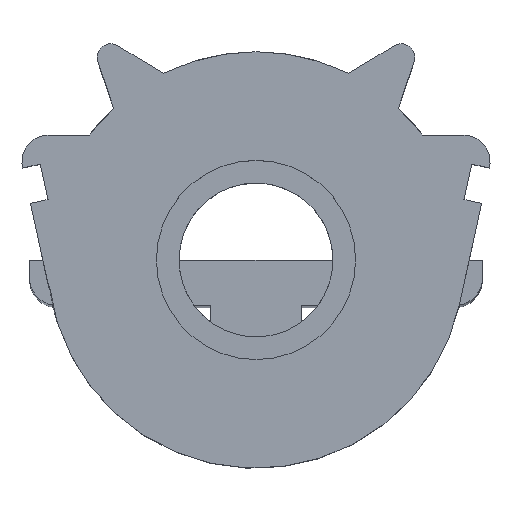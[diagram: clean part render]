
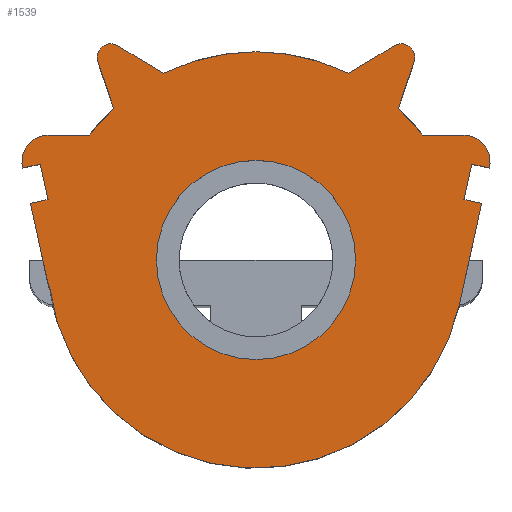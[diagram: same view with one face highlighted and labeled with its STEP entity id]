
A CAD part, top view. The second image highlights one B-rep face of the part: STEP entity #1539.
In plain terms, the highlighted planar face has unit normal (0, 0, 1).
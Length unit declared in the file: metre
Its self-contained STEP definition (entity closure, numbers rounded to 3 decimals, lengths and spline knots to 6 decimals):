
#118=LINE('',#2410,#303);
#124=LINE('',#2424,#309);
#125=LINE('',#2427,#310);
#126=LINE('',#2429,#311);
#127=LINE('',#2431,#312);
#128=LINE('',#2432,#313);
#129=LINE('',#2434,#314);
#130=LINE('',#2436,#315);
#131=LINE('',#2440,#316);
#132=LINE('',#2442,#317);
#133=LINE('',#2444,#318);
#134=LINE('',#2448,#319);
#135=LINE('',#2452,#320);
#136=LINE('',#2456,#321);
#137=LINE('',#2458,#322);
#138=LINE('',#2460,#323);
#139=LINE('',#2464,#324);
#303=VECTOR('',#1918,1.);
#309=VECTOR('',#1934,1.);
#310=VECTOR('',#1935,1.);
#311=VECTOR('',#1936,1.);
#312=VECTOR('',#1937,1.);
#313=VECTOR('',#1938,1.);
#314=VECTOR('',#1939,1.);
#315=VECTOR('',#1940,1.);
#316=VECTOR('',#1943,1.);
#317=VECTOR('',#1944,1.);
#318=VECTOR('',#1945,1.);
#319=VECTOR('',#1948,1.);
#320=VECTOR('',#1951,1.);
#321=VECTOR('',#1954,1.);
#322=VECTOR('',#1955,1.);
#323=VECTOR('',#1956,1.);
#324=VECTOR('',#1959,1.);
#553=ORIENTED_EDGE('',*,*,#989,.F.);
#554=ORIENTED_EDGE('',*,*,#990,.T.);
#555=ORIENTED_EDGE('',*,*,#991,.T.);
#556=ORIENTED_EDGE('',*,*,#992,.T.);
#557=ORIENTED_EDGE('',*,*,#993,.T.);
#558=ORIENTED_EDGE('',*,*,#979,.T.);
#559=ORIENTED_EDGE('',*,*,#983,.F.);
#560=ORIENTED_EDGE('',*,*,#994,.F.);
#561=ORIENTED_EDGE('',*,*,#995,.F.);
#562=ORIENTED_EDGE('',*,*,#996,.F.);
#563=ORIENTED_EDGE('',*,*,#997,.T.);
#564=ORIENTED_EDGE('',*,*,#998,.F.);
#565=ORIENTED_EDGE('',*,*,#999,.T.);
#566=ORIENTED_EDGE('',*,*,#1000,.T.);
#567=ORIENTED_EDGE('',*,*,#1001,.T.);
#568=ORIENTED_EDGE('',*,*,#1002,.T.);
#569=ORIENTED_EDGE('',*,*,#1003,.T.);
#570=ORIENTED_EDGE('',*,*,#1004,.F.);
#571=ORIENTED_EDGE('',*,*,#1005,.T.);
#572=ORIENTED_EDGE('',*,*,#1006,.F.);
#573=ORIENTED_EDGE('',*,*,#1007,.F.);
#574=ORIENTED_EDGE('',*,*,#1008,.T.);
#575=ORIENTED_EDGE('',*,*,#1009,.T.);
#576=ORIENTED_EDGE('',*,*,#1010,.F.);
#979=EDGE_CURVE('',#1195,#1194,#1276,.T.);
#983=EDGE_CURVE('',#1196,#1194,#118,.T.);
#989=EDGE_CURVE('',#1199,#1199,#1277,.T.);
#990=EDGE_CURVE('',#1200,#1201,#124,.T.);
#991=EDGE_CURVE('',#1201,#1202,#125,.T.);
#992=EDGE_CURVE('',#1202,#1203,#126,.T.);
#993=EDGE_CURVE('',#1203,#1195,#127,.T.);
#994=EDGE_CURVE('',#1204,#1196,#128,.T.);
#995=EDGE_CURVE('',#1205,#1204,#129,.T.);
#996=EDGE_CURVE('',#1206,#1205,#130,.T.);
#997=EDGE_CURVE('',#1206,#1207,#1278,.T.);
#998=EDGE_CURVE('',#1208,#1207,#131,.T.);
#999=EDGE_CURVE('',#1208,#1209,#132,.T.);
#1000=EDGE_CURVE('',#1209,#1210,#133,.T.);
#1001=EDGE_CURVE('',#1210,#1211,#1279,.T.);
#1002=EDGE_CURVE('',#1211,#1212,#134,.T.);
#1003=EDGE_CURVE('',#1212,#1213,#1280,.T.);
#1004=EDGE_CURVE('',#1214,#1213,#135,.T.);
#1005=EDGE_CURVE('',#1214,#1215,#1281,.T.);
#1006=EDGE_CURVE('',#1216,#1215,#136,.T.);
#1007=EDGE_CURVE('',#1217,#1216,#137,.T.);
#1008=EDGE_CURVE('',#1217,#1218,#138,.T.);
#1009=EDGE_CURVE('',#1218,#1219,#1282,.T.);
#1010=EDGE_CURVE('',#1200,#1219,#139,.T.);
#1194=VERTEX_POINT('',#2402);
#1195=VERTEX_POINT('',#2404);
#1196=VERTEX_POINT('',#2409);
#1199=VERTEX_POINT('',#2423);
#1200=VERTEX_POINT('',#2425);
#1201=VERTEX_POINT('',#2426);
#1202=VERTEX_POINT('',#2428);
#1203=VERTEX_POINT('',#2430);
#1204=VERTEX_POINT('',#2433);
#1205=VERTEX_POINT('',#2435);
#1206=VERTEX_POINT('',#2437);
#1207=VERTEX_POINT('',#2439);
#1208=VERTEX_POINT('',#2441);
#1209=VERTEX_POINT('',#2443);
#1210=VERTEX_POINT('',#2445);
#1211=VERTEX_POINT('',#2447);
#1212=VERTEX_POINT('',#2449);
#1213=VERTEX_POINT('',#2451);
#1214=VERTEX_POINT('',#2453);
#1215=VERTEX_POINT('',#2455);
#1216=VERTEX_POINT('',#2457);
#1217=VERTEX_POINT('',#2459);
#1218=VERTEX_POINT('',#2461);
#1219=VERTEX_POINT('',#2463);
#1276=CIRCLE('',#1653,0.023);
#1277=CIRCLE('',#1659,0.011);
#1278=CIRCLE('',#1660,0.003);
#1279=CIRCLE('',#1661,0.0015);
#1280=CIRCLE('',#1662,0.023);
#1281=CIRCLE('',#1663,0.0015);
#1282=CIRCLE('',#1664,0.003);
#1315=EDGE_LOOP('',(#553));
#1316=EDGE_LOOP('',(#554,#555,#556,#557,#558,#559,#560,#561,#562,#563,#564,
#565,#566,#567,#568,#569,#570,#571,#572,#573,#574,#575,#576));
#1396=FACE_BOUND('',#1315,.T.);
#1397=FACE_BOUND('',#1316,.T.);
#1472=PLANE('',#1658);
#1539=ADVANCED_FACE('',(#1396,#1397),#1472,.T.);
#1653=AXIS2_PLACEMENT_3D('',#2403,#1911,#1912);
#1658=AXIS2_PLACEMENT_3D('',#2421,#1930,#1931);
#1659=AXIS2_PLACEMENT_3D('',#2422,#1932,#1933);
#1660=AXIS2_PLACEMENT_3D('',#2438,#1941,#1942);
#1661=AXIS2_PLACEMENT_3D('',#2446,#1946,#1947);
#1662=AXIS2_PLACEMENT_3D('',#2450,#1949,#1950);
#1663=AXIS2_PLACEMENT_3D('',#2454,#1952,#1953);
#1664=AXIS2_PLACEMENT_3D('',#2462,#1957,#1958);
#1911=DIRECTION('',(0.,0.,1.));
#1912=DIRECTION('',(1.,0.,0.));
#1918=DIRECTION('',(-0.215,-0.977,0.));
#1930=DIRECTION('',(0.,0.,1.));
#1931=DIRECTION('',(1.,0.,0.));
#1932=DIRECTION('',(0.,0.,1.));
#1933=DIRECTION('',(1.,0.,0.));
#1934=DIRECTION('',(0.215,-0.977,0.));
#1935=DIRECTION('',(-0.977,-0.215,0.));
#1936=DIRECTION('',(0.215,-0.977,0.));
#1937=DIRECTION('',(0.977,0.215,0.));
#1938=DIRECTION('',(0.977,-0.215,0.));
#1939=DIRECTION('',(-0.215,-0.977,0.));
#1940=DIRECTION('',(-0.977,0.215,0.));
#1941=DIRECTION('',(0.,0.,1.));
#1942=DIRECTION('',(1.,0.,0.));
#1943=DIRECTION('',(1.,0.,0.));
#1944=DIRECTION('',(-0.667,0.745,0.));
#1945=DIRECTION('',(0.322,0.947,0.));
#1946=DIRECTION('',(0.,0.,1.));
#1947=DIRECTION('',(1.,0.,0.));
#1948=DIRECTION('',(-0.857,-0.515,0.));
#1949=DIRECTION('',(0.,0.,1.));
#1950=DIRECTION('',(1.,0.,0.));
#1951=DIRECTION('',(0.857,-0.515,0.));
#1952=DIRECTION('',(0.,0.,1.));
#1953=DIRECTION('',(1.,0.,0.));
#1954=DIRECTION('',(-0.322,0.947,0.));
#1955=DIRECTION('',(0.667,0.745,0.));
#1956=DIRECTION('',(-1.,0.,0.));
#1957=DIRECTION('',(0.,0.,1.));
#1958=DIRECTION('',(1.,0.,0.));
#1959=DIRECTION('',(-0.977,-0.215,0.));
#2402=CARTESIAN_POINT('',(0.022464,-0.009936,0.013));
#2403=CARTESIAN_POINT('',(0.,-0.005,0.013));
#2404=CARTESIAN_POINT('',(-0.022808,-0.007964,0.013));
#2409=CARTESIAN_POINT('',(0.024922,0.001249,0.013));
#2410=CARTESIAN_POINT('',(0.023693,-0.004343,0.013));
#2421=CARTESIAN_POINT('',(0.,0.,0.013));
#2422=CARTESIAN_POINT('',(0.,-0.005,0.013));
#2423=CARTESIAN_POINT('',(0.011,-0.005,0.013));
#2424=CARTESIAN_POINT('',(-0.023398,0.003632,0.013));
#2425=CARTESIAN_POINT('',(-0.023827,0.005585,0.013));
#2426=CARTESIAN_POINT('',(-0.022969,0.001679,0.013));
#2427=CARTESIAN_POINT('',(-0.022969,0.001679,0.013));
#2428=CARTESIAN_POINT('',(-0.024922,0.001249,0.013));
#2429=CARTESIAN_POINT('',(-0.024337,-0.001413,0.013));
#2430=CARTESIAN_POINT('',(-0.022893,-0.007983,0.013));
#2431=CARTESIAN_POINT('',(-0.022851,-0.007974,0.013));
#2432=CARTESIAN_POINT('',(0.023945,0.001464,0.013));
#2433=CARTESIAN_POINT('',(0.022969,0.001679,0.013));
#2434=CARTESIAN_POINT('',(0.023398,0.003632,0.013));
#2435=CARTESIAN_POINT('',(0.023827,0.005585,0.013));
#2436=CARTESIAN_POINT('',(0.024804,0.005371,0.013));
#2437=CARTESIAN_POINT('',(0.02578,0.005156,0.013));
#2438=CARTESIAN_POINT('',(0.02285,0.0058,0.013));
#2439=CARTESIAN_POINT('',(0.02285,0.0088,0.013));
#2440=CARTESIAN_POINT('',(0.021576,0.0088,0.013));
#2441=CARTESIAN_POINT('',(0.0184,0.0088,0.013));
#2442=CARTESIAN_POINT('',(0.017065,0.01029,0.013));
#2443=CARTESIAN_POINT('',(0.015731,0.011779,0.013));
#2444=CARTESIAN_POINT('',(0.01699,0.015489,0.013));
#2445=CARTESIAN_POINT('',(0.017467,0.016891,0.013));
#2446=CARTESIAN_POINT('',(0.016046,0.017374,0.013));
#2447=CARTESIAN_POINT('',(0.015274,0.01866,0.013));
#2448=CARTESIAN_POINT('',(0.013499,0.017594,0.013));
#2449=CARTESIAN_POINT('',(0.010202,0.015614,0.013));
#2450=CARTESIAN_POINT('',(0.,-0.005,0.013));
#2451=CARTESIAN_POINT('',(-0.010202,0.015614,0.013));
#2452=CARTESIAN_POINT('',(-0.013499,0.017594,0.013));
#2453=CARTESIAN_POINT('',(-0.015274,0.01866,0.013));
#2454=CARTESIAN_POINT('',(-0.016046,0.017374,0.013));
#2455=CARTESIAN_POINT('',(-0.017467,0.016891,0.013));
#2456=CARTESIAN_POINT('',(-0.01699,0.015489,0.013));
#2457=CARTESIAN_POINT('',(-0.015731,0.011779,0.013));
#2458=CARTESIAN_POINT('',(-0.017065,0.01029,0.013));
#2459=CARTESIAN_POINT('',(-0.0184,0.0088,0.013));
#2460=CARTESIAN_POINT('',(-0.019351,0.0088,0.013));
#2461=CARTESIAN_POINT('',(-0.02285,0.0088,0.013));
#2462=CARTESIAN_POINT('',(-0.02285,0.0058,0.013));
#2463=CARTESIAN_POINT('',(-0.02578,0.005156,0.013));
#2464=CARTESIAN_POINT('',(-0.023827,0.005585,0.013));
